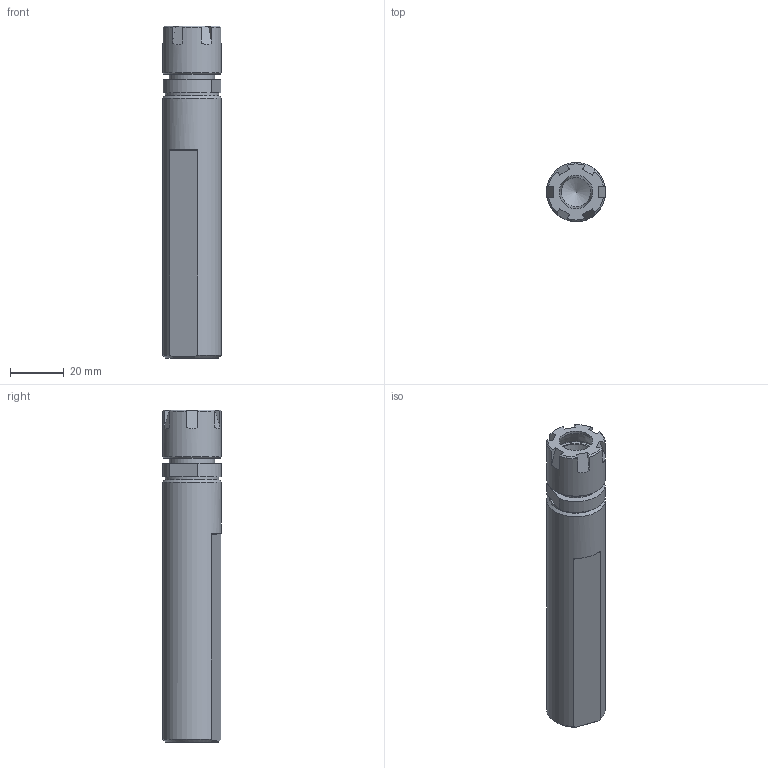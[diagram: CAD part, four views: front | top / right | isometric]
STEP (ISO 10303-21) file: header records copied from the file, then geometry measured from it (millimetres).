
FILE_DESCRIPTION(/* description */ (''),/* implementation_level */ '2;1');
FILE_NAME(/* name */ '2 - 301-33-00 porte-pince.stp',/* time_stamp */ '2015-05-29T13:54:21+02:00',/* author */ ('AIm'),/* organization */ (''),/* preprocessor_version */ 'ST-DEVELOPER v16.1',/* originating_system */ 'Autodesk Inventor 2016',/* authorisation */ '');
FILE_SCHEMA (('AUTOMOTIVE_DESIGN { 1 0 10303 214 3 1 1 }'));
Length unit declared in the file: millimetre
Products named in the file (3): 301-33-00; grand_ecrou; 2 - 301-33-00 porte-pince
Assembly tree (2 placements, depth 2):
  2 - 301-33-00 porte-pince
    301-33-00
    grand_ecrou
Bounding box: 22 x 22 x 124 mm (x, y, z)
Volume: 39592.7 mm3; surface area: 12847.5 mm2
Topology: 2 solids, 2 shells, 59 faces, 144 edges, 92 vertices
Faces by surface type: plane 34, cone 14, cylinder 11
Full cylindrical faces by diameter (mm): 11 x1, 12.5 x1, 17 x1, 18 x1, 19 x1, 20 x1, 22 x2
Entity records: 1696 total; most frequent: CARTESIAN_POINT 331, DIRECTION 282, ORIENTED_EDGE 250, EDGE_CURVE 125, AXIS2_PLACEMENT_3D 111, VERTEX_POINT 88, EDGE_LOOP 79, LINE 60
